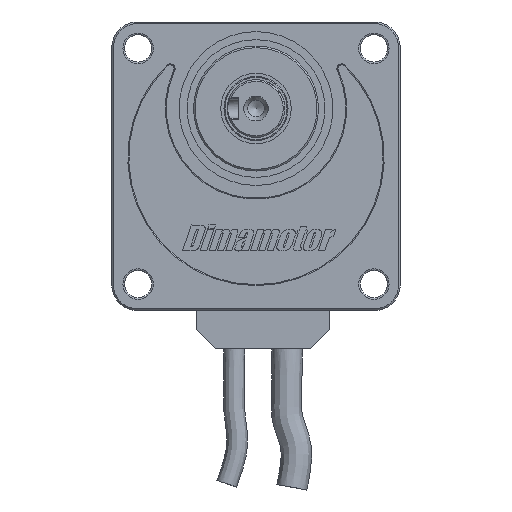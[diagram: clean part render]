
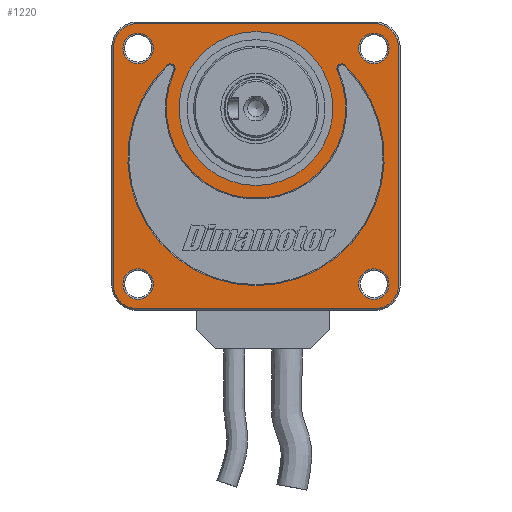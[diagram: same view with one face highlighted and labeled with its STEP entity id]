
A CAD part, front view. The second image highlights one B-rep face of the part: STEP entity #1220.
In plain terms, the highlighted planar face has unit normal (0, -1, 0).
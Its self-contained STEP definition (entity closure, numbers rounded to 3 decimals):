
#1220 = ADVANCED_FACE( '', ( #2667, #2668, #2669, #2670, #2671, #2672, #2673 ), #2674, .T. );
#2667 = FACE_OUTER_BOUND( '', #4389, .T. );
#2668 = FACE_BOUND( '', #4390, .T. );
#2669 = FACE_BOUND( '', #4391, .T. );
#2670 = FACE_BOUND( '', #4392, .T. );
#2671 = FACE_BOUND( '', #4393, .T. );
#2672 = FACE_BOUND( '', #4394, .T. );
#2673 = FACE_BOUND( '', #4395, .T. );
#2674 = PLANE( '', #4396 );
#4389 = EDGE_LOOP( '', ( #8283, #8284, #8285, #8286, #8287, #8288, #8289, #8290 ) );
#4390 = EDGE_LOOP( '', ( #8291 ) );
#4391 = EDGE_LOOP( '', ( #8292 ) );
#4392 = EDGE_LOOP( '', ( #8293 ) );
#4393 = EDGE_LOOP( '', ( #8294 ) );
#4394 = EDGE_LOOP( '', ( #8295 ) );
#4395 = EDGE_LOOP( '', ( #8296, #8297, #8298, #8299 ) );
#4396 = AXIS2_PLACEMENT_3D( '', #8300, #8301, #8302 );
#8283 = ORIENTED_EDGE( '', *, *, #10776, .T. );
#8284 = ORIENTED_EDGE( '', *, *, #11719, .T. );
#8285 = ORIENTED_EDGE( '', *, *, #11720, .T. );
#8286 = ORIENTED_EDGE( '', *, *, #11721, .T. );
#8287 = ORIENTED_EDGE( '', *, *, #11722, .T. );
#8288 = ORIENTED_EDGE( '', *, *, #11723, .T. );
#8289 = ORIENTED_EDGE( '', *, *, #11268, .T. );
#8290 = ORIENTED_EDGE( '', *, *, #11724, .T. );
#8291 = ORIENTED_EDGE( '', *, *, #11091, .T. );
#8292 = ORIENTED_EDGE( '', *, *, #11725, .T. );
#8293 = ORIENTED_EDGE( '', *, *, #11469, .T. );
#8294 = ORIENTED_EDGE( '', *, *, #11726, .T. );
#8295 = ORIENTED_EDGE( '', *, *, #11578, .T. );
#8296 = ORIENTED_EDGE( '', *, *, #11619, .T. );
#8297 = ORIENTED_EDGE( '', *, *, #11630, .T. );
#8298 = ORIENTED_EDGE( '', *, *, #11727, .T. );
#8299 = ORIENTED_EDGE( '', *, *, #11728, .T. );
#8300 = CARTESIAN_POINT( '', ( 0., -57., 0. ) );
#8301 = DIRECTION( '', ( 0., -1., 0. ) );
#8302 = DIRECTION( '', ( 0., 0., -1. ) );
#10776 = EDGE_CURVE( '', #12793, #12797, #12799, .T. );
#11091 = EDGE_CURVE( '', #13312, #13312, #13313, .T. );
#11268 = EDGE_CURVE( '', #13589, #13593, #13595, .T. );
#11469 = EDGE_CURVE( '', #13868, #13868, #13869, .T. );
#11578 = EDGE_CURVE( '', #14023, #14023, #14024, .T. );
#11619 = EDGE_CURVE( '', #14076, #14079, #14081, .T. );
#11630 = EDGE_CURVE( '', #14079, #14095, #14097, .T. );
#11719 = EDGE_CURVE( '', #12797, #14214, #14215, .T. );
#11720 = EDGE_CURVE( '', #14214, #14216, #14217, .T. );
#11721 = EDGE_CURVE( '', #14216, #14218, #14219, .T. );
#11722 = EDGE_CURVE( '', #14218, #14220, #14221, .T. );
#11723 = EDGE_CURVE( '', #14220, #13589, #14222, .T. );
#11724 = EDGE_CURVE( '', #13593, #12793, #14223, .T. );
#11725 = EDGE_CURVE( '', #14224, #14224, #14225, .T. );
#11726 = EDGE_CURVE( '', #14226, #14226, #14227, .T. );
#11727 = EDGE_CURVE( '', #14095, #14228, #14229, .T. );
#11728 = EDGE_CURVE( '', #14228, #14076, #14230, .T. );
#12793 = VERTEX_POINT( '', #15728 );
#12797 = VERTEX_POINT( '', #15733 );
#12799 = CIRCLE( '', #15736, 7.5 );
#13312 = VERTEX_POINT( '', #16619 );
#13313 = CIRCLE( '', #16620, 4.75 );
#13589 = VERTEX_POINT( '', #17024 );
#13593 = VERTEX_POINT( '', #17029 );
#13595 = CIRCLE( '', #17032, 7.5 );
#13868 = VERTEX_POINT( '', #17681 );
#13869 = CIRCLE( '', #17682, 4.75 );
#14023 = VERTEX_POINT( '', #17957 );
#14024 = CIRCLE( '', #17958, 24. );
#14076 = VERTEX_POINT( '', #18035 );
#14079 = VERTEX_POINT( '', #18039 );
#14081 = CIRCLE( '', #18042, 28. );
#14095 = VERTEX_POINT( '', #18085 );
#14097 = CIRCLE( '', #18088, 1.5 );
#14214 = VERTEX_POINT( '', #18260 );
#14215 = LINE( '', #18261, #18262 );
#14216 = VERTEX_POINT( '', #18263 );
#14217 = CIRCLE( '', #18264, 7.5 );
#14218 = VERTEX_POINT( '', #18265 );
#14219 = LINE( '', #18266, #18267 );
#14220 = VERTEX_POINT( '', #18268 );
#14221 = CIRCLE( '', #18269, 7.5 );
#14222 = LINE( '', #18270, #18271 );
#14223 = LINE( '', #18272, #18273 );
#14224 = VERTEX_POINT( '', #18274 );
#14225 = CIRCLE( '', #18275, 4.75 );
#14226 = VERTEX_POINT( '', #18276 );
#14227 = CIRCLE( '', #18277, 4.75 );
#14228 = VERTEX_POINT( '', #18278 );
#14229 = CIRCLE( '', #18279, 40. );
#14230 = CIRCLE( '', #18280, 1.5 );
#15728 = CARTESIAN_POINT( '', ( -37., -57., 44.5 ) );
#15733 = CARTESIAN_POINT( '', ( -44.5, -57., 37. ) );
#15736 = AXIS2_PLACEMENT_3D( '', #19626, #19627, #19628 );
#16619 = CARTESIAN_POINT( '', ( 36.77, -57., -41.52 ) );
#16620 = AXIS2_PLACEMENT_3D( '', #19982, #19983, #19984 );
#17024 = CARTESIAN_POINT( '', ( 44.5, -57., 37. ) );
#17029 = CARTESIAN_POINT( '', ( 37., -57., 44.5 ) );
#17032 = AXIS2_PLACEMENT_3D( '', #20201, #20202, #20203 );
#17681 = CARTESIAN_POINT( '', ( -36.77, -57., -41.52 ) );
#17682 = AXIS2_PLACEMENT_3D( '', #20431, #20432, #20433 );
#17957 = CARTESIAN_POINT( '', ( 24., -57., 18. ) );
#17958 = AXIS2_PLACEMENT_3D( '', #20551, #20552, #20553 );
#18035 = CARTESIAN_POINT( '', ( -25.391, -57., 29.802 ) );
#18039 = CARTESIAN_POINT( '', ( 25.391, -57., 29.802 ) );
#18042 = AXIS2_PLACEMENT_3D( '', #20598, #20599, #20600 );
#18085 = CARTESIAN_POINT( '', ( 27.794, -57., 31.513 ) );
#18088 = AXIS2_PLACEMENT_3D( '', #20607, #20608, #20609 );
#18260 = CARTESIAN_POINT( '', ( -44.5, -57., -37. ) );
#18261 = CARTESIAN_POINT( '', ( -44.5, -57., 0. ) );
#18262 = VECTOR( '', #20695, 1000. );
#18263 = CARTESIAN_POINT( '', ( -37., -57., -44.5 ) );
#18264 = AXIS2_PLACEMENT_3D( '', #20696, #20697, #20698 );
#18265 = CARTESIAN_POINT( '', ( 37., -57., -44.5 ) );
#18266 = CARTESIAN_POINT( '', ( 0., -57., -44.5 ) );
#18267 = VECTOR( '', #20699, 1000. );
#18268 = CARTESIAN_POINT( '', ( 44.5, -57., -37. ) );
#18269 = AXIS2_PLACEMENT_3D( '', #20700, #20701, #20702 );
#18270 = CARTESIAN_POINT( '', ( 44.5, -57., 0. ) );
#18271 = VECTOR( '', #20703, 1000. );
#18272 = CARTESIAN_POINT( '', ( 0., -57., 44.5 ) );
#18273 = VECTOR( '', #20704, 1000. );
#18274 = CARTESIAN_POINT( '', ( 36.77, -57., 32.02 ) );
#18275 = AXIS2_PLACEMENT_3D( '', #20705, #20706, #20707 );
#18276 = CARTESIAN_POINT( '', ( -36.77, -57., 32.02 ) );
#18277 = AXIS2_PLACEMENT_3D( '', #20708, #20709, #20710 );
#18278 = CARTESIAN_POINT( '', ( -27.794, -57., 31.513 ) );
#18279 = AXIS2_PLACEMENT_3D( '', #20711, #20712, #20713 );
#18280 = AXIS2_PLACEMENT_3D( '', #20714, #20715, #20716 );
#19626 = CARTESIAN_POINT( '', ( -37., -57., 37. ) );
#19627 = DIRECTION( '', ( 0., -1., 0. ) );
#19628 = DIRECTION( '', ( 0., 0., -1. ) );
#19982 = CARTESIAN_POINT( '', ( 36.77, -57., -36.77 ) );
#19983 = DIRECTION( '', ( 0., 1., 0. ) );
#19984 = DIRECTION( '', ( 0., 0., -1. ) );
#20201 = CARTESIAN_POINT( '', ( 37., -57., 37. ) );
#20202 = DIRECTION( '', ( 0., -1., 0. ) );
#20203 = DIRECTION( '', ( 0., 0., -1. ) );
#20431 = CARTESIAN_POINT( '', ( -36.77, -57., -36.77 ) );
#20432 = DIRECTION( '', ( 0., 1., 0. ) );
#20433 = DIRECTION( '', ( 0., 0., -1. ) );
#20551 = CARTESIAN_POINT( '', ( 0., -57., 18. ) );
#20552 = DIRECTION( '', ( 0., 1., 0. ) );
#20553 = DIRECTION( '', ( 1., 0., 0. ) );
#20598 = CARTESIAN_POINT( '', ( 0., -57., 18. ) );
#20599 = DIRECTION( '', ( 0., -1., 0. ) );
#20600 = DIRECTION( '', ( 0., 0., 1. ) );
#20607 = CARTESIAN_POINT( '', ( 26.752, -57., 30.434 ) );
#20608 = DIRECTION( '', ( 0., 1., 0. ) );
#20609 = DIRECTION( '', ( 1., 0., 0. ) );
#20695 = DIRECTION( '', ( 0., 0., -1. ) );
#20696 = CARTESIAN_POINT( '', ( -37., -57., -37. ) );
#20697 = DIRECTION( '', ( 0., -1., 0. ) );
#20698 = DIRECTION( '', ( 0., 0., -1. ) );
#20699 = DIRECTION( '', ( 1., 0., 0. ) );
#20700 = CARTESIAN_POINT( '', ( 37., -57., -37. ) );
#20701 = DIRECTION( '', ( 0., -1., 0. ) );
#20702 = DIRECTION( '', ( 0., 0., -1. ) );
#20703 = DIRECTION( '', ( 0., 0., 1. ) );
#20704 = DIRECTION( '', ( -1., 0., 0. ) );
#20705 = CARTESIAN_POINT( '', ( 36.77, -57., 36.77 ) );
#20706 = DIRECTION( '', ( 0., 1., 0. ) );
#20707 = DIRECTION( '', ( 0., 0., -1. ) );
#20708 = CARTESIAN_POINT( '', ( -36.77, -57., 36.77 ) );
#20709 = DIRECTION( '', ( 0., 1., 0. ) );
#20710 = DIRECTION( '', ( 0., 0., -1. ) );
#20711 = CARTESIAN_POINT( '', ( 0., -57., 2.746 ) );
#20712 = DIRECTION( '', ( 0., 1., 0. ) );
#20713 = DIRECTION( '', ( 0., 0., 1. ) );
#20714 = CARTESIAN_POINT( '', ( -26.752, -57., 30.434 ) );
#20715 = DIRECTION( '', ( 0., 1., 0. ) );
#20716 = DIRECTION( '', ( -1., 0., 0. ) );
